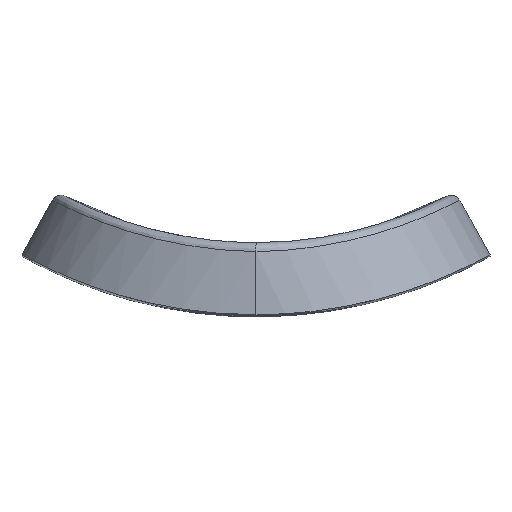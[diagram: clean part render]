
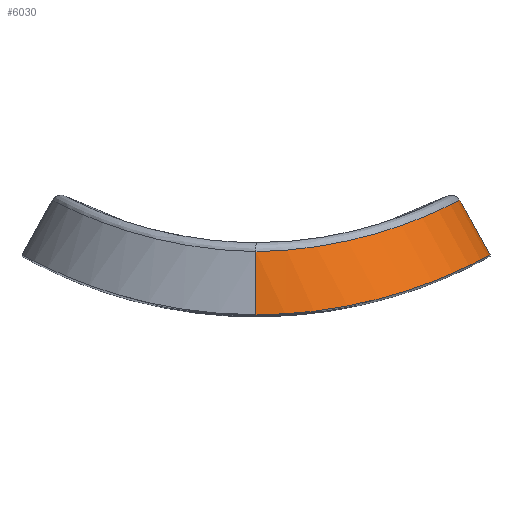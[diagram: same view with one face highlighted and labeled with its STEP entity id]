
A CAD part, top view. The second image highlights one B-rep face of the part: STEP entity #6030.
In plain terms, the highlighted cylindrical face has radius 12 mm (diameter 24 mm), a partial arc.
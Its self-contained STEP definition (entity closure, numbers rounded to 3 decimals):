
#19 = CARTESIAN_POINT ( 'NONE',  ( 0.813, 0., 32. ) ) ;
#366 = DIRECTION ( 'NONE',  ( 0.482, -0.876, 0. ) ) ;
#377 = ORIENTED_EDGE ( 'NONE', *, *, #3542, .F. ) ;
#987 = CARTESIAN_POINT ( 'NONE',  ( 1.462, 3.297, 31.657 ) ) ;
#1040 = CARTESIAN_POINT ( 'NONE',  ( 0., 3.231, 31.899 ) ) ;
#1151 = CARTESIAN_POINT ( 'NONE',  ( 0.369, 3.237, 31.856 ) ) ;
#1245 = CARTESIAN_POINT ( 'NONE',  ( 4.353, 0.381, 31.321 ) ) ;
#1365 = CARTESIAN_POINT ( 'NONE',  ( 7.494, 1.144, 29.694 ) ) ;
#1601 = VERTEX_POINT ( 'NONE', #13133 ) ;
#1722 = AXIS2_PLACEMENT_3D ( 'NONE', #14210, #366, #10385 ) ;
#2211 = CARTESIAN_POINT ( 'NONE',  ( 8.664, 5.05, 26.606 ) ) ;
#2312 = CARTESIAN_POINT ( 'NONE',  ( 3.563, 3.554, 31.006 ) ) ;
#2419 = CARTESIAN_POINT ( 'NONE',  ( 0.736, 3.251, 31.799 ) ) ;
#2628 = CARTESIAN_POINT ( 'NONE',  ( 6.164, 0.765, 30.552 ) ) ;
#3197 = CARTESIAN_POINT ( 'NONE',  ( 9.854, 5.588, 23.978 ) ) ;
#3458 = VERTEX_POINT ( 'NONE', #11145 ) ;
#3542 = EDGE_CURVE ( 'NONE', #10165, #1601, #8064, .T. ) ;
#3656 = VECTOR ( 'NONE', #11483, 1000. ) ;
#3793 = CARTESIAN_POINT ( 'NONE',  ( 3.198, 0.203, 31.65 ) ) ;
#3846 = CARTESIAN_POINT ( 'NONE',  ( 9.172, 1.749, 28.082 ) ) ;
#3905 = CARTESIAN_POINT ( 'NONE',  ( 1.616, 0.04, 31.937 ) ) ;
#4109 = ORIENTED_EDGE ( 'NONE', *, *, #8491, .T. ) ;
#4272 = ORIENTED_EDGE ( 'NONE', *, *, #14235, .F. ) ;
#4785 = CARTESIAN_POINT ( 'NONE',  ( 7.131, 4.464, 28.601 ) ) ;
#4790 = CARTESIAN_POINT ( 'NONE',  ( 0., 1.081, 32. ) ) ;
#5088 = CARTESIAN_POINT ( 'NONE',  ( 8.914, 1.648, 28.374 ) ) ;
#5146 = CARTESIAN_POINT ( 'NONE',  ( 11.717, 2.929, 22.792 ) ) ;
#5200 = CARTESIAN_POINT ( 'NONE',  ( 9.659, 1.948, 27.467 ) ) ;
#5754 = CARTESIAN_POINT ( 'NONE',  ( 10.215, 5.768, 22.557 ) ) ;
#6017 = CARTESIAN_POINT ( 'NONE',  ( 2.886, 3.446, 31.266 ) ) ;
#6030 = ADVANCED_FACE ( 'NONE', ( #9052 ), #10820, .T. ) ;
#6173 = CARTESIAN_POINT ( 'NONE',  ( 8.472, 4.97, 26.91 ) ) ;
#6236 = EDGE_LOOP ( 'NONE', ( #12829, #4109, #4272, #377 ) ) ;
#6289 =( BOUNDED_CURVE ( )  B_SPLINE_CURVE ( 3, ( #15968, #4790, #8471, #9742 ),
 .UNSPECIFIED., .F., .T. ) 
 B_SPLINE_CURVE_WITH_KNOTS ( ( 4, 4 ),
 ( 4.712, 4.843 ),
 .UNSPECIFIED. ) 
 CURVE ( )  GEOMETRIC_REPRESENTATION_ITEM ( )  RATIONAL_B_SPLINE_CURVE ( ( 1., 0.999, 0.999, 1. ) ) 
 REPRESENTATION_ITEM ( '' )  );
#6381 = CARTESIAN_POINT ( 'NONE',  ( 10.865, 2.493, 25.449 ) ) ;
#6915 = B_SPLINE_CURVE_WITH_KNOTS ( 'NONE', 3,
 ( #11589, #12123, #14507, #5754, #7131, #9683, #3197, #14934, #14988, #2211, #6173, #7448, #16236, #4785, #8674, #7285, #8521, #7388, #8733, #2312, #6017, #16014, #987, #2419, #1151, #13519 ),
 .UNSPECIFIED., .F., .F.,
 ( 4, 2, 2, 2, 2, 2, 2, 2, 2, 2, 2, 2, 4 ),
 ( 0., 0.002, 0.003, 0.004, 0.007, 0.008, 0.009, 0.011, 0.012, 0.013, 0.015, 0.016, 0.018 ),
 .UNSPECIFIED. ) ;
#7131 = CARTESIAN_POINT ( 'NONE',  ( 10.14, 5.73, 22.915 ) ) ;
#7285 = CARTESIAN_POINT ( 'NONE',  ( 5.765, 4.05, 29.752 ) ) ;
#7388 = CARTESIAN_POINT ( 'NONE',  ( 4.851, 3.82, 30.345 ) ) ;
#7448 = CARTESIAN_POINT ( 'NONE',  ( 8.056, 4.805, 27.5 ) ) ;
#7548 = CARTESIAN_POINT ( 'NONE',  ( 10.517, 2.325, 26.15 ) ) ;
#7667 = CARTESIAN_POINT ( 'NONE',  ( 2.803, 0.155, 31.736 ) ) ;
#7716 = CARTESIAN_POINT ( 'NONE',  ( 11.29, 2.706, 24.337 ) ) ;
#8064 = B_SPLINE_CURVE_WITH_KNOTS ( 'NONE', 3,
 ( #12763, #15090, #11414, #5146, #8890, #15248, #7716, #6381, #7548, #11519, #5200, #3846, #5088, #15191, #1365, #2628, #9004, #1245, #15302, #3793, #7667, #3905, #19, #15144 ),
 .UNSPECIFIED., .F., .F.,
 ( 4, 2, 2, 2, 2, 2, 2, 2, 2, 2, 2, 4 ),
 ( 0., 0.002, 0.004, 0.005, 0.007, 0.008, 0.01, 0.012, 0.014, 0.016, 0.017, 0.019 ),
 .UNSPECIFIED. ) ;
#8471 = CARTESIAN_POINT ( 'NONE',  ( 0., 2.16, 31.966 ) ) ;
#8491 = EDGE_CURVE ( 'NONE', #3458, #8578, #6915, .T. ) ;
#8521 = CARTESIAN_POINT ( 'NONE',  ( 5.468, 3.97, 29.959 ) ) ;
#8578 = VERTEX_POINT ( 'NONE', #1040 ) ;
#8674 = CARTESIAN_POINT ( 'NONE',  ( 6.615, 4.293, 29.092 ) ) ;
#8733 = CARTESIAN_POINT ( 'NONE',  ( 4.535, 3.749, 30.522 ) ) ;
#8890 = CARTESIAN_POINT ( 'NONE',  ( 11.628, 2.882, 23.181 ) ) ;
#9004 = CARTESIAN_POINT ( 'NONE',  ( 5.461, 0.595, 30.903 ) ) ;
#9052 = FACE_OUTER_BOUND ( 'NONE', #6236, .T. ) ;
#9683 = CARTESIAN_POINT ( 'NONE',  ( 9.96, 5.64, 23.624 ) ) ;
#9742 = CARTESIAN_POINT ( 'NONE',  ( 0., 3.231, 31.899 ) ) ;
#10070 = CARTESIAN_POINT ( 'NONE',  ( 12., 3.082, 20. ) ) ;
#10165 = VERTEX_POINT ( 'NONE', #14495 ) ;
#10385 = DIRECTION ( 'NONE',  ( 0.876, 0.482, 0. ) ) ;
#10820 = CYLINDRICAL_SURFACE ( 'NONE', #1722, 12. ) ;
#11145 = CARTESIAN_POINT ( 'NONE',  ( 10.455, 5.891, 20. ) ) ;
#11414 = CARTESIAN_POINT ( 'NONE',  ( 11.928, 3.043, 21.613 ) ) ;
#11483 = DIRECTION ( 'NONE',  ( 0.482, -0.876, 0. ) ) ;
#11519 = CARTESIAN_POINT ( 'NONE',  ( 9.888, 2.046, 27.144 ) ) ;
#11589 = CARTESIAN_POINT ( 'NONE',  ( 10.455, 5.891, 20. ) ) ;
#12123 = CARTESIAN_POINT ( 'NONE',  ( 10.455, 5.891, 20.744 ) ) ;
#12763 = CARTESIAN_POINT ( 'NONE',  ( 12., 3.082, 20. ) ) ;
#12829 = ORIENTED_EDGE ( 'NONE', *, *, #13279, .F. ) ;
#13133 = CARTESIAN_POINT ( 'NONE',  ( 0., 0., 32. ) ) ;
#13279 = EDGE_CURVE ( 'NONE', #3458, #10165, #13486, .T. ) ;
#13486 = LINE ( 'NONE', #10070, #3656 ) ;
#13519 = CARTESIAN_POINT ( 'NONE',  ( 0., 3.231, 31.899 ) ) ;
#14210 = CARTESIAN_POINT ( 'NONE',  ( -10.515, 19.117, 20. ) ) ;
#14235 = EDGE_CURVE ( 'NONE', #1601, #8578, #6289, .T. ) ;
#14495 = CARTESIAN_POINT ( 'NONE',  ( 12., 3.082, 20. ) ) ;
#14507 = CARTESIAN_POINT ( 'NONE',  ( 10.394, 5.859, 21.476 ) ) ;
#14934 = CARTESIAN_POINT ( 'NONE',  ( 9.493, 5.415, 25.013 ) ) ;
#14988 = CARTESIAN_POINT ( 'NONE',  ( 9.196, 5.278, 25.67 ) ) ;
#15090 = CARTESIAN_POINT ( 'NONE',  ( 12., 3.082, 20.813 ) ) ;
#15144 = CARTESIAN_POINT ( 'NONE',  ( 0., 0., 32. ) ) ;
#15191 = CARTESIAN_POINT ( 'NONE',  ( 8.097, 1.346, 29.202 ) ) ;
#15248 = CARTESIAN_POINT ( 'NONE',  ( 11.415, 2.77, 23.954 ) ) ;
#15302 = CARTESIAN_POINT ( 'NONE',  ( 3.974, 0.316, 31.443 ) ) ;
#15968 = CARTESIAN_POINT ( 'NONE',  ( 0., 0., 32. ) ) ;
#16014 = CARTESIAN_POINT ( 'NONE',  ( 1.824, 3.329, 31.57 ) ) ;
#16236 = CARTESIAN_POINT ( 'NONE',  ( 7.833, 4.719, 27.787 ) ) ;
